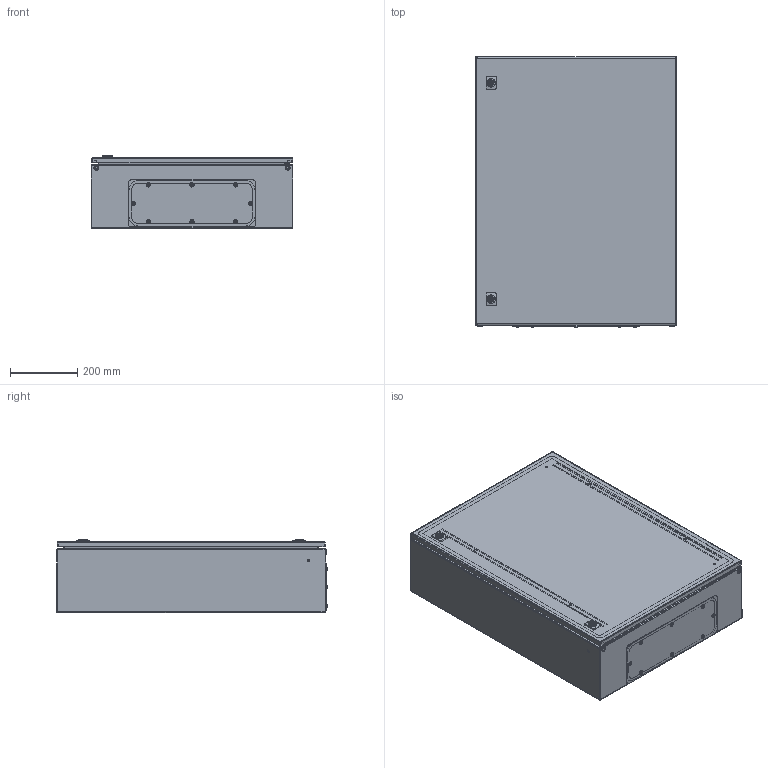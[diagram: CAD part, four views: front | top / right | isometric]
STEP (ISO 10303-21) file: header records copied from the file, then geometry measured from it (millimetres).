
FILE_DESCRIPTION (( 'STEP AP203' ), '1' );
FILE_NAME ('A-1040.step', '2009-09-28T09:18:01', ( '' ), ( '' ), 'SwSTEP 2.0', 'SolidWorks 2007', '' );
FILE_SCHEMA (( 'CONFIG_CONTROL_DESIGN' ));
Products named in the file (38): ENG-001403_03B10-013; ENG-005950_6mm; ENG-000732_03E20-013-01; A-GEH_USE_VH_03E10-013-01 A-1040; ENG-000872_ohne Deckelteil; ENG-000754_03B30-013; ENG-000098_M6; ENG-000929_LS-694; ENG-000129_SV-5326 (90Grad gedr.); ENG-000125_Standard; ENG-000127_Standard; ENG-000126_Standard; 10042007081850_Standard; A-1040; ENG-001739_DIN 7983 4,8 x 9,5; ENG-000876_DIN 934 M8; ENG-000884_M8; ENG-000963_M5 X 0.8 (6MM LONG); ENG-00045A_Normal; 060620061404_03U10-013; ENG-000138_M8x25; ENG-000268_509; ENGB-000201_510; ENG-001755_1242; ENG-001754_132; 040520061108_03U30-013; ENG-000138_M6x20; ENG-000806_03E31-013-01; ENG-000169_508; ENG-000020_Standard; ENG-000093_Standard; ENG-000021_Standard; ENG-000092_Standard; ENG-000128_Standard; 1000-160-1_Standard; 040520061415_600 x 800; ENG-001424_03B00-000; ENG-000928_03E00-000-01
Assembly tree (82 placements, depth 6):
  A-1040
    ENG-001739_DIN 7983 4,8 x 9,5  x8
    ENG-000876_DIN 934 M8  x8
    ENG-000884_M8  x8
    ENG-000754_03B30-013
      ENG-000098_M6  x4
      ENG-000929_LS-694  x2
      040520061415_600 x 800
      ENG-000129_SV-5326 (90Grad gedr.)  x2
        ENG-000128_Standard
        ENG-000125_Standard
          ENG-000020_Standard
          ENG-000093_Standard
            ENG-000021_Standard
            ENG-000092_Standard
        1000-160-1_Standard
        ENG-000126_Standard
        ENG-000127_Standard
      040520061108_03U30-013
        ENG-000169_508  x2
        ENG-000138_M6x20  x6
        ENG-000806_03E31-013-01
    ENG-001424_03B00-000
      ENG-000928_03E00-000-01
      10042007081850_Standard
    ENG-000732_03E20-013-01
    ENG-001403_03B10-013
      ENG-001755_1242  x4
      ENG-005950_6mm  x4
        ENG-00045A_Normal
        ENG-000963_M5 X 0.8 (6MM LONG)
      ENG-000872_ohne Deckelteil  x2
        ENG-000268_509
        ENGB-000201_510
      ENG-001754_132  x2
      060620061404_03U10-013
        ENG-000138_M6x20  x2
        ENG-000138_M8x25  x4
        A-GEH_USE_VH_03E10-013-01 A-1040
Bounding box: 600 x 805.47 x 217.49 mm (x, y, z)
Volume: 3820888.1 mm3; surface area: 4441868.8 mm2
Topology: 82 solids, 82 shells, 2374 faces, 5828 edges, 3662 vertices
Faces by surface type: plane 1016, cylinder 636, cone 308, bspline 304, torus 86, sphere 24
Entity records: 47482 total; most frequent: CARTESIAN_POINT 15123, ORIENTED_EDGE 5686, DIRECTION 5593, EDGE_CURVE 2843, AXIS2_PLACEMENT_3D 2106, VERTEX_POINT 1794, VECTOR 1381, LINE 1381
